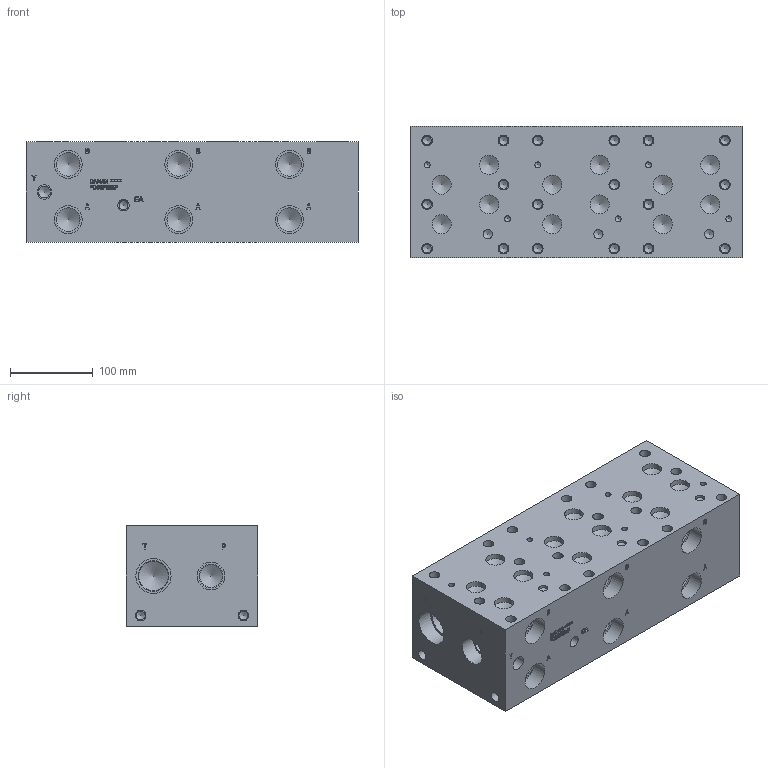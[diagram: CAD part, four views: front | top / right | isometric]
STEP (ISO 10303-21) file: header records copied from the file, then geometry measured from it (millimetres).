
FILE_DESCRIPTION(/* description */ (''),/* implementation_level */ '2;1');
FILE_NAME(/* name */ '_D08P035P.stp',/* time_stamp */ '2020-03-10T16:48:36-04:00',/* author */ ('devonn'),/* organization */ (''),/* preprocessor_version */ 'ST-DEVELOPER v17',/* originating_system */ 'Autodesk Inventor 2019',/* authorisation */ '');
FILE_SCHEMA (('AUTOMOTIVE_DESIGN { 1 0 10303 214 3 1 1 }'));
Length unit declared in the file: millimetre
Products named in the file (1): Part_AD08P035P_3D
Bounding box: 400.05 x 158.75 x 120.65 mm (x, y, z)
Volume: 7230375.9 mm3; surface area: 332917.1 mm2
Topology: 1 solids, 1 shells, 726 faces, 1996 edges, 1359 vertices
Faces by surface type: plane 395, bspline 179, cylinder 93, cone 59
Full cylindrical faces by diameter (mm): 7.137 x6, 10.719 x23, 11.113 x1, 11.125 x2, 12.7 x22, 13.868 x1, 14.3 x1, 17.297 x1, 23.012 x11, 23.017 x1, 26.975 x2, 28.575 x8, 33.706 x8, 35.712 x2, 36.906 x2, 42.469 x2
Entity records: 24365 total; most frequent: CARTESIAN_POINT 6354, ORIENTED_EDGE 3882, DIRECTION 3013, EDGE_CURVE 1941, VERTEX_POINT 1359, LINE 1249, VECTOR 1249, AXIS2_PLACEMENT_3D 882
